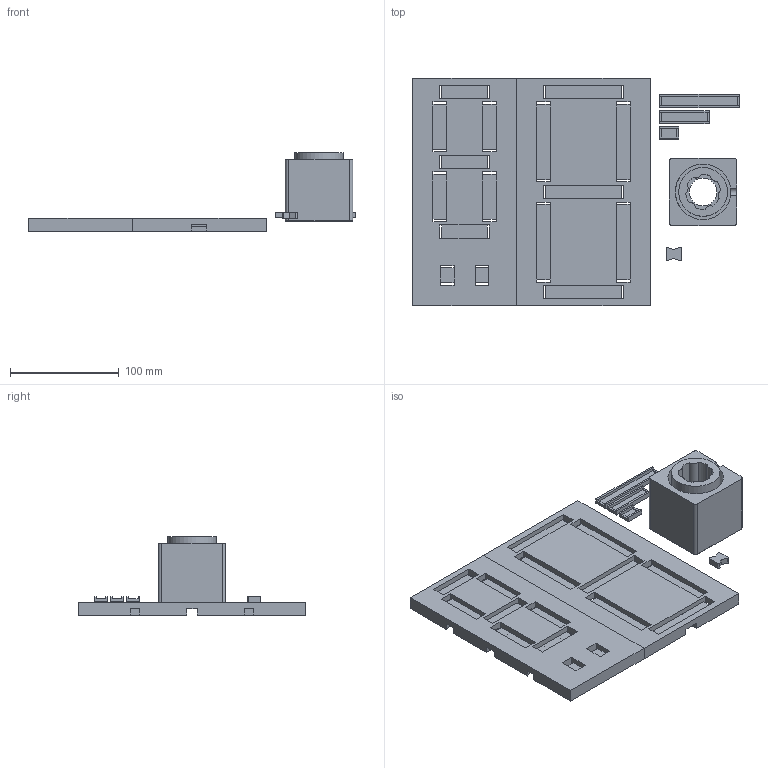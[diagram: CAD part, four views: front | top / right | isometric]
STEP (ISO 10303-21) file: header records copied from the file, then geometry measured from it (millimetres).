
FILE_DESCRIPTION(/* description */ (''),/* implementation_level */ '2;1');
FILE_NAME(/* name */ 'TableTally.step',/* time_stamp */ '2024-09-28T11:10:05-04:00',/* author */ (''),/* organization */ (''),/* preprocessor_version */ 'ST-DEVELOPER v20',/* originating_system */ 'Autodesk Translation Framework v13.14.0.145',/* authorisation */ '');
FILE_SCHEMA (('AUTOMOTIVE_DESIGN { 1 0 10303 214 3 1 1 }'));
Length unit declared in the file: millimetre
Products named in the file (10): neo7seg; ScoreDigit; MatchDigit; Bowtie; buttonbox; tool; Diffusers; LargeDiffuser; MediumDiffuser; SmallDiffuser
Assembly tree (9 placements, depth 3):
  neo7seg
    ScoreDigit
    MatchDigit
    Bowtie
    buttonbox
      tool
    Diffusers
      LargeDiffuser
      MediumDiffuser
      SmallDiffuser
Bounding box: 300.02 x 208.88 x 72 mm (x, y, z)
Volume: 583270.8 mm3; surface area: 178145.1 mm2
Topology: 8 solids, 8 shells, 325 faces, 995 edges, 657 vertices
Faces by surface type: plane 268, cylinder 52, cone 5
Full cylindrical faces by diameter (mm): 3.6 x4, 25.5 x1, 44.721 x1, 51 x1
Entity records: 11407 total; most frequent: CARTESIAN_POINT 2013, ORIENTED_EDGE 1990, DIRECTION 1795, EDGE_CURVE 995, LINE 881, VECTOR 881, VERTEX_POINT 657, AXIS2_PLACEMENT_3D 457
